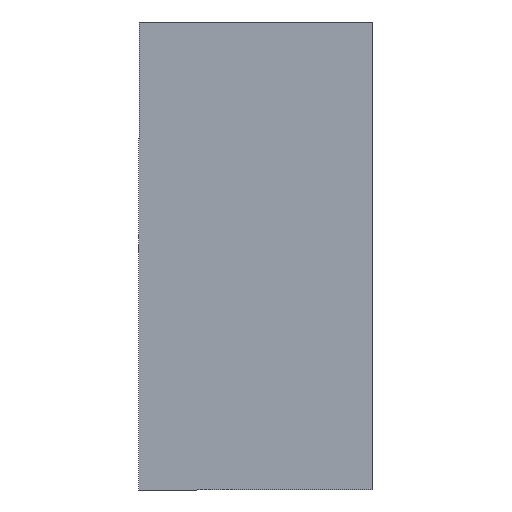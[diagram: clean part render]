
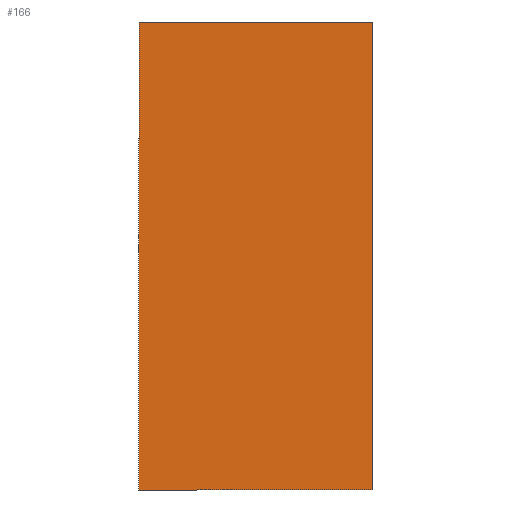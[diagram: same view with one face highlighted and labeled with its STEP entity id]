
A CAD part, front view. The second image highlights one B-rep face of the part: STEP entity #166.
In plain terms, the highlighted planar face has unit normal (0, -1, 0).
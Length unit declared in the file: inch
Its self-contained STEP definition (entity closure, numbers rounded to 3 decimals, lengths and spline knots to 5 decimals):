
#3 = EDGE_CURVE ( 'NONE', #69, #67, #117, .T. ) ;
#5 = LINE ( 'NONE', #71, #107 ) ;
#19 = CARTESIAN_POINT ( 'NONE',  ( 6., -0.125, -12. ) ) ;
#23 = CARTESIAN_POINT ( 'NONE',  ( 6., -0.125, 12. ) ) ;
#33 = CARTESIAN_POINT ( 'NONE',  ( 6., -0.125, -12. ) ) ;
#39 = CARTESIAN_POINT ( 'NONE',  ( -6., -0.125, -12. ) ) ;
#43 = DIRECTION ( 'NONE',  ( 0., -1., 0. ) ) ;
#46 = AXIS2_PLACEMENT_3D ( 'NONE', #123, #43, #134 ) ;
#48 = VECTOR ( 'NONE', #211, 39.37008 ) ;
#51 = ORIENTED_EDGE ( 'NONE', *, *, #202, .F. ) ;
#56 = EDGE_CURVE ( 'NONE', #133, #78, #174, .T. ) ;
#60 = FACE_OUTER_BOUND ( 'NONE', #83, .T. ) ;
#66 = ORIENTED_EDGE ( 'NONE', *, *, #70, .F. ) ;
#67 = VERTEX_POINT ( 'NONE', #39 ) ;
#69 = VERTEX_POINT ( 'NONE', #19 ) ;
#70 = EDGE_CURVE ( 'NONE', #78, #69, #145, .T. ) ;
#71 = CARTESIAN_POINT ( 'NONE',  ( -6., -0.125, -12. ) ) ;
#73 = CARTESIAN_POINT ( 'NONE',  ( -6., -0.125, 12. ) ) ;
#77 = VECTOR ( 'NONE', #147, 39.37008 ) ;
#78 = VERTEX_POINT ( 'NONE', #23 ) ;
#83 = EDGE_LOOP ( 'NONE', ( #51, #114, #66, #113 ) ) ;
#107 = VECTOR ( 'NONE', #125, 39.37008 ) ;
#113 = ORIENTED_EDGE ( 'NONE', *, *, #56, .F. ) ;
#114 = ORIENTED_EDGE ( 'NONE', *, *, #3, .F. ) ;
#117 = LINE ( 'NONE', #33, #48 ) ;
#123 = CARTESIAN_POINT ( 'NONE',  ( 0., -0.125, 0. ) ) ;
#125 = DIRECTION ( 'NONE',  ( 0., 0., 1. ) ) ;
#133 = VERTEX_POINT ( 'NONE', #73 ) ;
#134 = DIRECTION ( 'NONE',  ( 0., 0., -1. ) ) ;
#144 = DIRECTION ( 'NONE',  ( 0., 0., -1. ) ) ;
#145 = LINE ( 'NONE', #201, #194 ) ;
#147 = DIRECTION ( 'NONE',  ( 1., 0., 0. ) ) ;
#166 = ADVANCED_FACE ( 'NONE', ( #60 ), #178, .T. ) ;
#174 = LINE ( 'NONE', #176, #77 ) ;
#176 = CARTESIAN_POINT ( 'NONE',  ( 6., -0.125, 12. ) ) ;
#178 = PLANE ( 'NONE',  #46 ) ;
#194 = VECTOR ( 'NONE', #144, 39.37008 ) ;
#201 = CARTESIAN_POINT ( 'NONE',  ( 6., -0.125, -12. ) ) ;
#202 = EDGE_CURVE ( 'NONE', #67, #133, #5, .T. ) ;
#211 = DIRECTION ( 'NONE',  ( -1., 0., 0. ) ) ;
